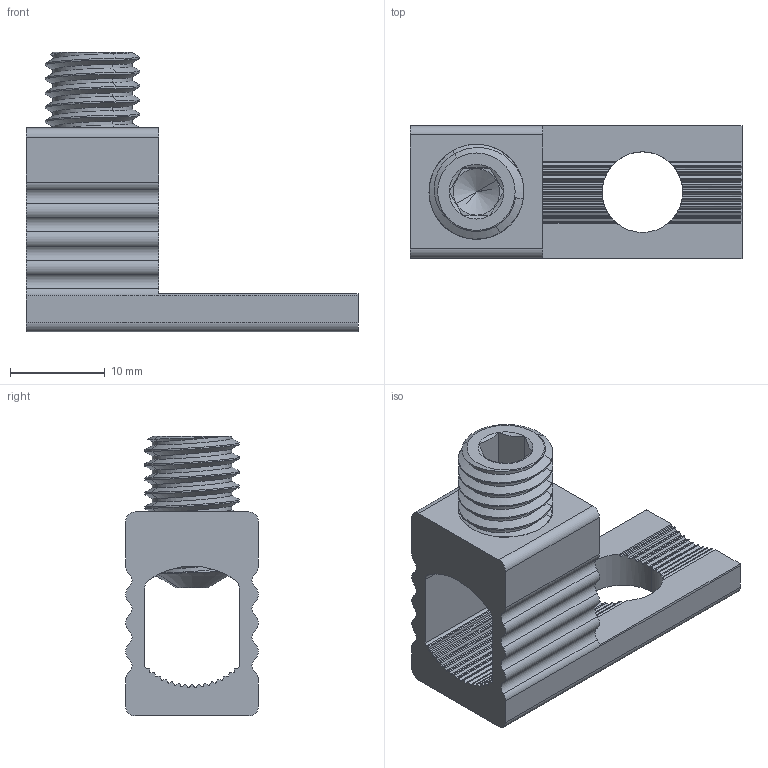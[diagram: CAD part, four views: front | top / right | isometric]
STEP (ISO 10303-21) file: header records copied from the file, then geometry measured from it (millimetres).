
FILE_DESCRIPTION(('Creo Elements/Direct Modeling STEP Export'),'2;1');
FILE_NAME('VC02-0006.stp','2017-07-17T10:32:38',(''),(''),'PTC Creo Elements/Direct Modeling STEP processor for AP214 (Solid Model)','PTC Creo Elements/Direct Modeling 19.0 09-May-2014 (C) Parametric Technology GmbH','');
FILE_SCHEMA(('AUTOMOTIVE_DESIGN { 1 0 10303 214 1 1 1 1 }'));
Length unit declared in the file: millimetre
Products named in the file (1): VC02-0006
Bounding box: 35 x 14 x 29.5 mm (x, y, z)
Surface area: 3594.7 mm2 (no closed solid volume)
Topology: 0 solids, 3 shells, 288 faces, 857 edges, 573 vertices
Faces by surface type: cylinder 125, cone 91, plane 72
Entity records: 12349 total; most frequent: CARTESIAN_POINT 5360, ORIENTED_EDGE 1710, DIRECTION 1095, EDGE_CURVE 855, VERTEX_POINT 573, AXIS2_PLACEMENT_3D 397, B_SPLINE_CURVE_WITH_KNOTS 366, VECTOR 301
